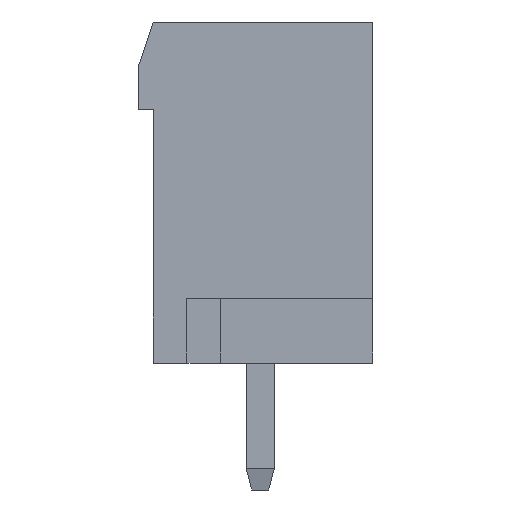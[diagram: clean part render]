
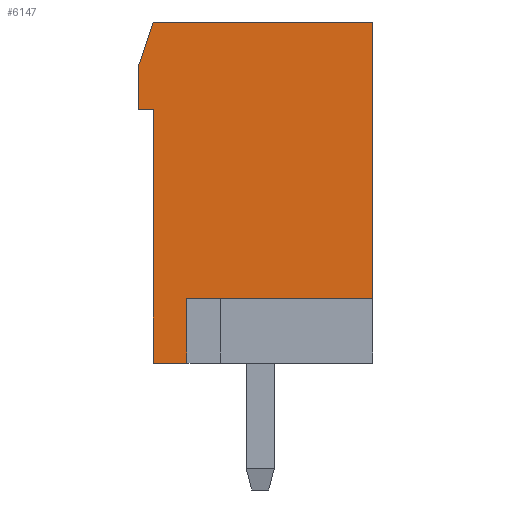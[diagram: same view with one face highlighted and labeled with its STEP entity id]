
A CAD part, left-side view. The second image highlights one B-rep face of the part: STEP entity #6147.
In plain terms, the highlighted planar face has unit normal (-1, 0, 0).
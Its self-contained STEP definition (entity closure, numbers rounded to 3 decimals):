
#421=FACE_OUTER_BOUND('',#782,.T.);
#782=EDGE_LOOP('',(#5229,#5230,#5231,#5232,#5233,#5234,#5235,#5236,#5237));
#1059=LINE('',#8542,#1829);
#1269=LINE('',#8975,#2039);
#1284=LINE('',#9004,#2054);
#1433=LINE('',#9321,#2203);
#1441=LINE('',#9337,#2211);
#1520=LINE('',#9601,#2290);
#1523=LINE('',#9606,#2293);
#1539=LINE('',#9628,#2309);
#1541=LINE('',#9632,#2311);
#1829=VECTOR('',#6978,9.);
#2039=VECTOR('',#7370,1.581);
#2054=VECTOR('',#7403,7.8);
#2203=VECTOR('',#7650,6.6);
#2211=VECTOR('',#7670,2.3);
#2290=VECTOR('',#7907,0.5);
#2293=VECTOR('',#7912,1.6);
#2309=VECTOR('',#7938,1.2);
#2311=VECTOR('',#7944,9.8);
#2515=VERTEX_POINT('',#8539);
#2516=VERTEX_POINT('',#8541);
#2647=VERTEX_POINT('',#8972);
#2648=VERTEX_POINT('',#8974);
#2653=VERTEX_POINT('',#9003);
#2771=VERTEX_POINT('',#9318);
#2772=VERTEX_POINT('',#9320);
#2774=VERTEX_POINT('',#9336);
#2850=VERTEX_POINT('',#9600);
#3128=EDGE_CURVE('',#2515,#2516,#1059,.T.);
#3338=EDGE_CURVE('',#2647,#2648,#1269,.T.);
#3353=EDGE_CURVE('',#2648,#2653,#1284,.T.);
#3507=EDGE_CURVE('',#2771,#2772,#1433,.T.);
#3515=EDGE_CURVE('',#2772,#2774,#1441,.T.);
#3629=EDGE_CURVE('',#2516,#2850,#1520,.T.);
#3632=EDGE_CURVE('',#2850,#2647,#1523,.T.);
#3648=EDGE_CURVE('',#2774,#2515,#1539,.T.);
#3650=EDGE_CURVE('',#2771,#2653,#1541,.T.);
#5229=ORIENTED_EDGE('',*,*,#3128,.F.);
#5230=ORIENTED_EDGE('',*,*,#3648,.F.);
#5231=ORIENTED_EDGE('',*,*,#3515,.F.);
#5232=ORIENTED_EDGE('',*,*,#3507,.F.);
#5233=ORIENTED_EDGE('',*,*,#3650,.T.);
#5234=ORIENTED_EDGE('',*,*,#3353,.F.);
#5235=ORIENTED_EDGE('',*,*,#3338,.F.);
#5236=ORIENTED_EDGE('',*,*,#3632,.F.);
#5237=ORIENTED_EDGE('',*,*,#3629,.F.);
#5588=PLANE('',#6505);
#6147=ADVANCED_FACE('',(#421),#5588,.T.);
#6505=AXIS2_PLACEMENT_3D('',#9633,#7945,#7946);
#6978=DIRECTION('',(0.,0.,1.));
#7370=DIRECTION('',(0.,-0.316,0.949));
#7403=DIRECTION('',(0.,-1.,0.));
#7650=DIRECTION('',(0.,1.,0.));
#7670=DIRECTION('',(0.,0.,-1.));
#7907=DIRECTION('',(0.,1.,0.));
#7912=DIRECTION('',(0.,0.,1.));
#7938=DIRECTION('',(0.,1.,0.));
#7944=DIRECTION('',(0.,0.,1.));
#7945=DIRECTION('center_axis',(-1.,0.,0.));
#7946=DIRECTION('ref_axis',(0.,-1.,0.));
#8539=CARTESIAN_POINT('',(-13.3,3.8,0.));
#8541=CARTESIAN_POINT('',(-13.3,3.8,9.));
#8542=CARTESIAN_POINT('',(-13.3,3.8,2.3));
#8972=CARTESIAN_POINT('',(-13.3,4.3,10.6));
#8974=CARTESIAN_POINT('',(-13.3,3.8,12.1));
#8975=CARTESIAN_POINT('',(-13.3,4.458,10.128));
#9003=CARTESIAN_POINT('',(-13.3,-4.,12.1));
#9004=CARTESIAN_POINT('',(-13.3,3.8,12.1));
#9318=CARTESIAN_POINT('',(-13.3,-4.,2.3));
#9320=CARTESIAN_POINT('',(-13.3,2.6,2.3));
#9321=CARTESIAN_POINT('',(-13.3,-4.,2.3));
#9336=CARTESIAN_POINT('',(-13.3,2.6,0.));
#9337=CARTESIAN_POINT('',(-13.3,2.6,2.3));
#9600=CARTESIAN_POINT('',(-13.3,4.3,9.));
#9601=CARTESIAN_POINT('',(-13.3,3.875,9.));
#9606=CARTESIAN_POINT('',(-13.3,4.3,9.1));
#9628=CARTESIAN_POINT('',(-13.3,2.6,0.));
#9632=CARTESIAN_POINT('',(-13.3,-4.,2.3));
#9633=CARTESIAN_POINT('Origin',(-13.3,3.8,2.3));
